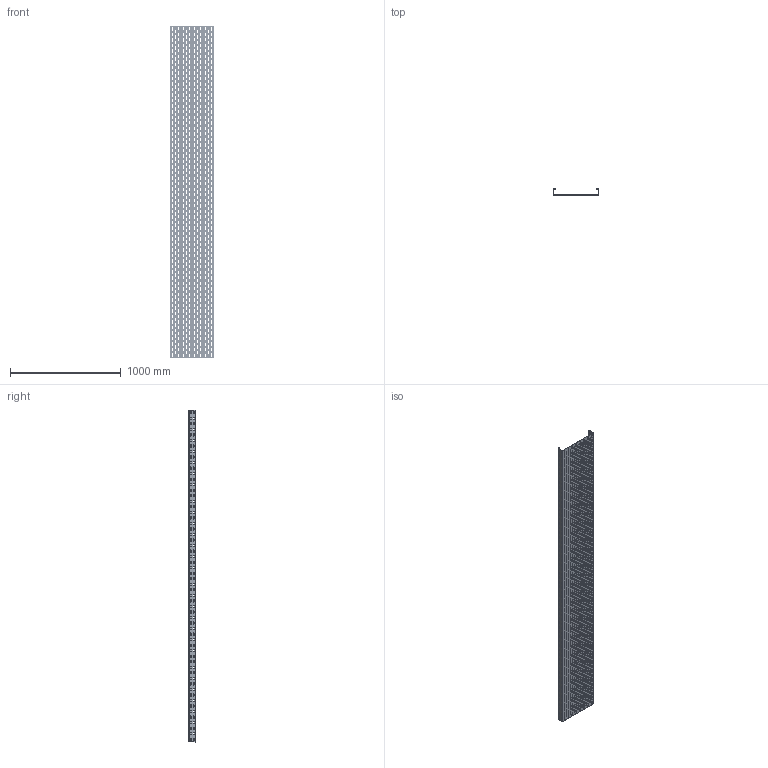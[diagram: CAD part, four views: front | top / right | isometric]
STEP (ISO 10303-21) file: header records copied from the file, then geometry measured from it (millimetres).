
FILE_DESCRIPTION (( 'STEP AP214' ), '1' );
FILE_NAME ('6048920.stp', '2018-10-02T12:15:47', ( '' ), ( '' ), 'SwSTEP 2.0', 'SolidWorks 2018', '' );
FILE_SCHEMA (( 'AUTOMOTIVE_DESIGN' ));
Products named in the file (1): 6048920
Bounding box: 400 x 59.8 x 3000 mm (x, y, z)
Volume: 1276467.4 mm3; surface area: 2911203.6 mm2
Topology: 1 solids, 1 shells, 5459 faces, 16355 edges, 10898 vertices
Faces by surface type: cylinder 3163, plane 2296
Entity records: 190853 total; most frequent: DIRECTION 33601, CARTESIAN_POINT 32713, ORIENTED_EDGE 32710, EDGE_CURVE 16355, AXIS2_PLACEMENT_3D 11786, VERTEX_POINT 10898, VECTOR 10029, LINE 10029
